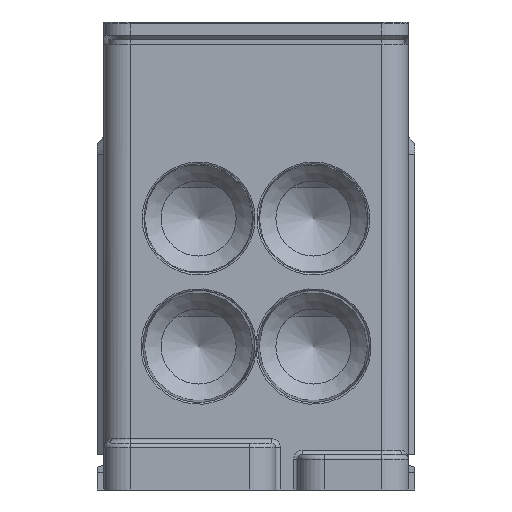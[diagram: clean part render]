
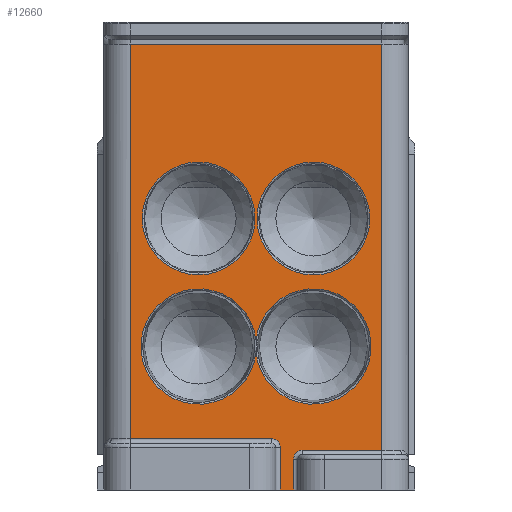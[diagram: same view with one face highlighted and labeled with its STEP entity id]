
A CAD part, front view. The second image highlights one B-rep face of the part: STEP entity #12660.
In plain terms, the highlighted planar face has unit normal (0, -1, 0).
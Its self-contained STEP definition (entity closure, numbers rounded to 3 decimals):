
#109=FACE_BOUND('',#2807,.T.);
#110=FACE_BOUND('',#2808,.T.);
#111=FACE_BOUND('',#2809,.T.);
#397=B_SPLINE_CURVE_WITH_KNOTS('',3,(#21227,#21228,#21229,#21230,#21231,
#21232),.UNSPECIFIED.,.F.,.F.,(4,2,4),(0.,1.425,2.85),.UNSPECIFIED.);
#1921=FACE_OUTER_BOUND('',#2806,.T.);
#2806=EDGE_LOOP('',(#10527,#10528,#10529,#10530,#10531,#10532,#10533,#10534,
#10535,#10536));
#2807=EDGE_LOOP('',(#10537,#10538));
#2808=EDGE_LOOP('',(#10539));
#2809=EDGE_LOOP('',(#10540));
#3510=LINE('',#19056,#4494);
#3770=LINE('',#21219,#4754);
#3771=LINE('',#21223,#4755);
#3772=LINE('',#21225,#4756);
#3773=LINE('',#21234,#4757);
#3774=LINE('',#21236,#4758);
#3775=LINE('',#21239,#4759);
#4494=VECTOR('',#15467,1.5);
#4754=VECTOR('',#16611,3.5);
#4755=VECTOR('',#16614,9.);
#4756=VECTOR('',#16615,46.);
#4757=VECTOR('',#16616,44.7);
#4758=VECTOR('',#16617,16.);
#4759=VECTOR('',#16620,4.8);
#5385=CIRCLE('',#13841,6.534);
#5386=CIRCLE('',#13843,6.534);
#5389=CIRCLE('',#13848,1.);
#5390=CIRCLE('',#13849,1.);
#5391=CIRCLE('',#13850,6.386);
#5392=CIRCLE('',#13851,6.386);
#5891=VERTEX_POINT('',#19053);
#5892=VERTEX_POINT('',#19055);
#6313=VERTEX_POINT('',#21189);
#6314=VERTEX_POINT('',#21190);
#6317=VERTEX_POINT('',#21218);
#6318=VERTEX_POINT('',#21220);
#6319=VERTEX_POINT('',#21222);
#6320=VERTEX_POINT('',#21224);
#6321=VERTEX_POINT('',#21226);
#6322=VERTEX_POINT('',#21233);
#6323=VERTEX_POINT('',#21235);
#6324=VERTEX_POINT('',#21237);
#6325=VERTEX_POINT('',#21240);
#6326=VERTEX_POINT('',#21242);
#7219=EDGE_CURVE('',#5892,#5891,#3510,.T.);
#7795=EDGE_CURVE('',#6314,#6313,#5385,.T.);
#7796=EDGE_CURVE('',#6313,#6314,#5386,.T.);
#7799=EDGE_CURVE('',#6317,#5891,#3770,.T.);
#7800=EDGE_CURVE('',#6318,#6317,#5389,.T.);
#7801=EDGE_CURVE('',#6319,#6318,#3771,.T.);
#7802=EDGE_CURVE('',#6320,#6319,#3772,.T.);
#7803=EDGE_CURVE('',#6320,#6321,#397,.T.);
#7804=EDGE_CURVE('',#6322,#6321,#3773,.T.);
#7805=EDGE_CURVE('',#6323,#6322,#3774,.T.);
#7806=EDGE_CURVE('',#6324,#6323,#5390,.T.);
#7807=EDGE_CURVE('',#5892,#6324,#3775,.T.);
#7808=EDGE_CURVE('',#6325,#6325,#5391,.T.);
#7809=EDGE_CURVE('',#6326,#6326,#5392,.T.);
#10527=ORIENTED_EDGE('',*,*,#7799,.F.);
#10528=ORIENTED_EDGE('',*,*,#7800,.F.);
#10529=ORIENTED_EDGE('',*,*,#7801,.F.);
#10530=ORIENTED_EDGE('',*,*,#7802,.F.);
#10531=ORIENTED_EDGE('',*,*,#7803,.T.);
#10532=ORIENTED_EDGE('',*,*,#7804,.F.);
#10533=ORIENTED_EDGE('',*,*,#7805,.F.);
#10534=ORIENTED_EDGE('',*,*,#7806,.F.);
#10535=ORIENTED_EDGE('',*,*,#7807,.F.);
#10536=ORIENTED_EDGE('',*,*,#7219,.T.);
#10537=ORIENTED_EDGE('',*,*,#7795,.F.);
#10538=ORIENTED_EDGE('',*,*,#7796,.F.);
#10539=ORIENTED_EDGE('',*,*,#7808,.F.);
#10540=ORIENTED_EDGE('',*,*,#7809,.F.);
#12003=PLANE('',#13847);
#12660=ADVANCED_FACE('',(#1921,#109,#110,#111),#12003,.T.);
#13841=AXIS2_PLACEMENT_3D('',#21209,#16597,#16598);
#13843=AXIS2_PLACEMENT_3D('',#21211,#16601,#16602);
#13847=AXIS2_PLACEMENT_3D('',#21217,#16609,#16610);
#13848=AXIS2_PLACEMENT_3D('',#21221,#16612,#16613);
#13849=AXIS2_PLACEMENT_3D('',#21238,#16618,#16619);
#13850=AXIS2_PLACEMENT_3D('',#21241,#16621,#16622);
#13851=AXIS2_PLACEMENT_3D('',#21243,#16623,#16624);
#15467=DIRECTION('',(1.,0.,0.));
#16597=DIRECTION('center_axis',(0.,-1.,0.));
#16598=DIRECTION('ref_axis',(1.,0.,0.));
#16601=DIRECTION('center_axis',(0.,-1.,0.));
#16602=DIRECTION('ref_axis',(1.,0.,0.));
#16609=DIRECTION('center_axis',(0.,-1.,0.));
#16610=DIRECTION('ref_axis',(1.,0.,0.));
#16611=DIRECTION('',(0.,0.,-1.));
#16612=DIRECTION('center_axis',(0.,-1.,0.));
#16613=DIRECTION('ref_axis',(-0.707,0.,0.707));
#16614=DIRECTION('',(-1.,0.,0.));
#16615=DIRECTION('',(0.,0.,-1.));
#16616=DIRECTION('',(0.,0.,1.));
#16617=DIRECTION('',(-1.,0.,0.));
#16618=DIRECTION('center_axis',(0.,-1.,0.));
#16619=DIRECTION('ref_axis',(0.707,0.,0.707));
#16620=DIRECTION('',(0.,0.,1.));
#16621=DIRECTION('center_axis',(0.,-1.,0.));
#16622=DIRECTION('ref_axis',(1.,0.,0.));
#16623=DIRECTION('center_axis',(0.,-1.,0.));
#16624=DIRECTION('ref_axis',(1.,0.,0.));
#19053=CARTESIAN_POINT('',(21.5,0.,0.));
#19055=CARTESIAN_POINT('',(20.,0.,0.));
#19056=CARTESIAN_POINT('',(0.,0.,0.));
#21189=CARTESIAN_POINT('',(17.25,0.,16.915));
#21190=CARTESIAN_POINT('',(17.25,0.,15.585));
#21209=CARTESIAN_POINT('Origin',(23.75,0.,16.25));
#21211=CARTESIAN_POINT('Origin',(10.75,0.,16.25));
#21217=CARTESIAN_POINT('Origin',(0.,0.,0.));
#21218=CARTESIAN_POINT('',(21.5,0.,3.5));
#21219=CARTESIAN_POINT('',(21.5,0.,0.));
#21220=CARTESIAN_POINT('',(22.5,0.,4.5));
#21221=CARTESIAN_POINT('Origin',(22.5,0.,3.5));
#21222=CARTESIAN_POINT('',(31.5,0.,4.5));
#21223=CARTESIAN_POINT('',(14.125,0.,4.5));
#21224=CARTESIAN_POINT('',(31.5,0.,50.5));
#21225=CARTESIAN_POINT('',(31.5,0.,0.));
#21226=CARTESIAN_POINT('',(3.,0.,50.5));
#21227=CARTESIAN_POINT('Ctrl Pts',(31.5,0.,50.5));
#21228=CARTESIAN_POINT('Ctrl Pts',(26.75,0.,50.5));
#21229=CARTESIAN_POINT('Ctrl Pts',(22.,0.,50.5));
#21230=CARTESIAN_POINT('Ctrl Pts',(12.5,0.,50.5));
#21231=CARTESIAN_POINT('Ctrl Pts',(7.75,0.,50.5));
#21232=CARTESIAN_POINT('Ctrl Pts',(3.,0.,50.5));
#21233=CARTESIAN_POINT('',(3.,0.,5.8));
#21234=CARTESIAN_POINT('',(3.,0.,0.));
#21235=CARTESIAN_POINT('',(19.,0.,5.8));
#21236=CARTESIAN_POINT('',(0.,0.,5.8));
#21237=CARTESIAN_POINT('',(20.,0.,4.8));
#21238=CARTESIAN_POINT('Origin',(19.,0.,4.8));
#21239=CARTESIAN_POINT('',(20.,0.,1.325));
#21240=CARTESIAN_POINT('',(4.364,0.,30.75));
#21241=CARTESIAN_POINT('Origin',(10.75,0.,30.75));
#21242=CARTESIAN_POINT('',(17.364,0.,30.75));
#21243=CARTESIAN_POINT('Origin',(23.75,0.,30.75));
